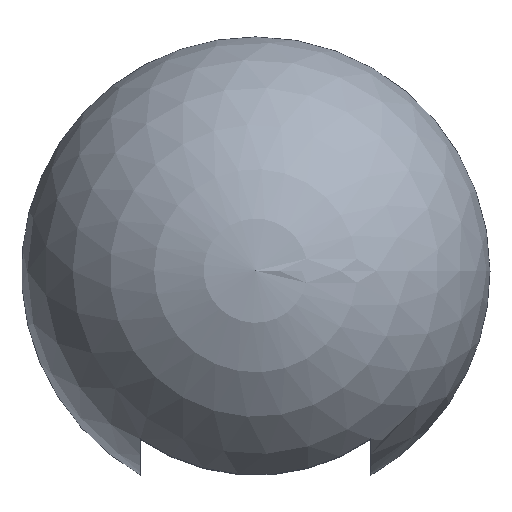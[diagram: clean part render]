
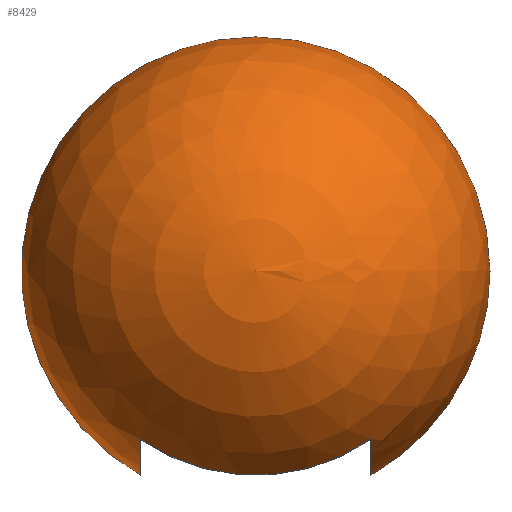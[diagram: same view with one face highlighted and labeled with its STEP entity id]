
A CAD part, top view. The second image highlights one B-rep face of the part: STEP entity #8429.
In plain terms, the highlighted spherical face has radius 12.5 mm.
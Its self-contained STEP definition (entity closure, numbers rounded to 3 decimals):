
#58 = ORIENTED_EDGE ( 'NONE', *, *, #11255, .F. ) ;
#65 = DIRECTION ( 'NONE',  ( 1., 0., 0. ) ) ;
#938 = DIRECTION ( 'NONE',  ( 0., 0., 1. ) ) ;
#1111 = AXIS2_PLACEMENT_3D ( 'NONE', #11853, #10889, #12855 ) ;
#1169 = ORIENTED_EDGE ( 'NONE', *, *, #11682, .F. ) ;
#1529 = AXIS2_PLACEMENT_3D ( 'NONE', #8862, #2836, #5876 ) ;
#1867 = DIRECTION ( 'NONE',  ( 1., 0., 0. ) ) ;
#2020 = DIRECTION ( 'NONE',  ( 0., 0., 1. ) ) ;
#2069 = VERTEX_POINT ( 'NONE', #6963 ) ;
#2092 = CARTESIAN_POINT ( 'NONE',  ( -6.15, -8.978, 6.15 ) ) ;
#2144 = CIRCLE ( 'NONE', #4998, 12.5 ) ;
#2462 = AXIS2_PLACEMENT_3D ( 'NONE', #7931, #9929, #938 ) ;
#2836 = DIRECTION ( 'NONE',  ( -1., 0., 0. ) ) ;
#3785 = EDGE_CURVE ( 'NONE', #2069, #8984, #2144, .T. ) ;
#3857 = CARTESIAN_POINT ( 'NONE',  ( 6.15, -10.882, 0. ) ) ;
#3915 = VERTEX_POINT ( 'NONE', #10979 ) ;
#4158 = CIRCLE ( 'NONE', #11762, 10.882 ) ;
#4754 = DIRECTION ( 'NONE',  ( 0., 0., 1. ) ) ;
#4998 = AXIS2_PLACEMENT_3D ( 'NONE', #10700, #4754, #9791 ) ;
#5203 = ORIENTED_EDGE ( 'NONE', *, *, #7754, .F. ) ;
#5876 = DIRECTION ( 'NONE',  ( 0., 0., -1. ) ) ;
#6572 = CIRCLE ( 'NONE', #1111, 12.5 ) ;
#6963 = CARTESIAN_POINT ( 'NONE',  ( 0., 12.5, 0. ) ) ;
#6970 = CARTESIAN_POINT ( 'NONE',  ( 0., 0., 6.15 ) ) ;
#7754 = EDGE_CURVE ( 'NONE', #3915, #9529, #4158, .T. ) ;
#7845 = CARTESIAN_POINT ( 'NONE',  ( -6.15, -10.882, 0. ) ) ;
#7931 = CARTESIAN_POINT ( 'NONE',  ( -6.15, 0., 0. ) ) ;
#8280 = FACE_OUTER_BOUND ( 'NONE', #10332, .T. ) ;
#8429 = ADVANCED_FACE ( 'NONE', ( #8280 ), #10286, .T. ) ;
#8862 = CARTESIAN_POINT ( 'NONE',  ( 6.15, 0., 0. ) ) ;
#8984 = VERTEX_POINT ( 'NONE', #7845 ) ;
#9529 = VERTEX_POINT ( 'NONE', #2092 ) ;
#9791 = DIRECTION ( 'NONE',  ( 1., 0., 0. ) ) ;
#9800 = CARTESIAN_POINT ( 'NONE',  ( 0., 0., 0. ) ) ;
#9853 = DIRECTION ( 'NONE',  ( 0., 0., -1. ) ) ;
#9929 = DIRECTION ( 'NONE',  ( 1., 0., 0. ) ) ;
#10161 = ORIENTED_EDGE ( 'NONE', *, *, #3785, .T. ) ;
#10286 = SPHERICAL_SURFACE ( 'NONE', #10333, 12.5 ) ;
#10332 = EDGE_LOOP ( 'NONE', ( #10516, #10161, #1169, #5203, #58 ) ) ;
#10333 = AXIS2_PLACEMENT_3D ( 'NONE', #9800, #2020, #65 ) ;
#10516 = ORIENTED_EDGE ( 'NONE', *, *, #11242, .F. ) ;
#10642 = VERTEX_POINT ( 'NONE', #3857 ) ;
#10700 = CARTESIAN_POINT ( 'NONE',  ( 0., 0., 0. ) ) ;
#10889 = DIRECTION ( 'NONE',  ( 0., 0., -1. ) ) ;
#10910 = CIRCLE ( 'NONE', #2462, 10.882 ) ;
#10979 = CARTESIAN_POINT ( 'NONE',  ( 6.15, -8.978, 6.15 ) ) ;
#11242 = EDGE_CURVE ( 'NONE', #2069, #10642, #6572, .T. ) ;
#11255 = EDGE_CURVE ( 'NONE', #10642, #3915, #12010, .T. ) ;
#11682 = EDGE_CURVE ( 'NONE', #9529, #8984, #10910, .T. ) ;
#11762 = AXIS2_PLACEMENT_3D ( 'NONE', #6970, #9853, #1867 ) ;
#11853 = CARTESIAN_POINT ( 'NONE',  ( 0., 0., 0. ) ) ;
#12010 = CIRCLE ( 'NONE', #1529, 10.882 ) ;
#12855 = DIRECTION ( 'NONE',  ( -1., 0., 0. ) ) ;
